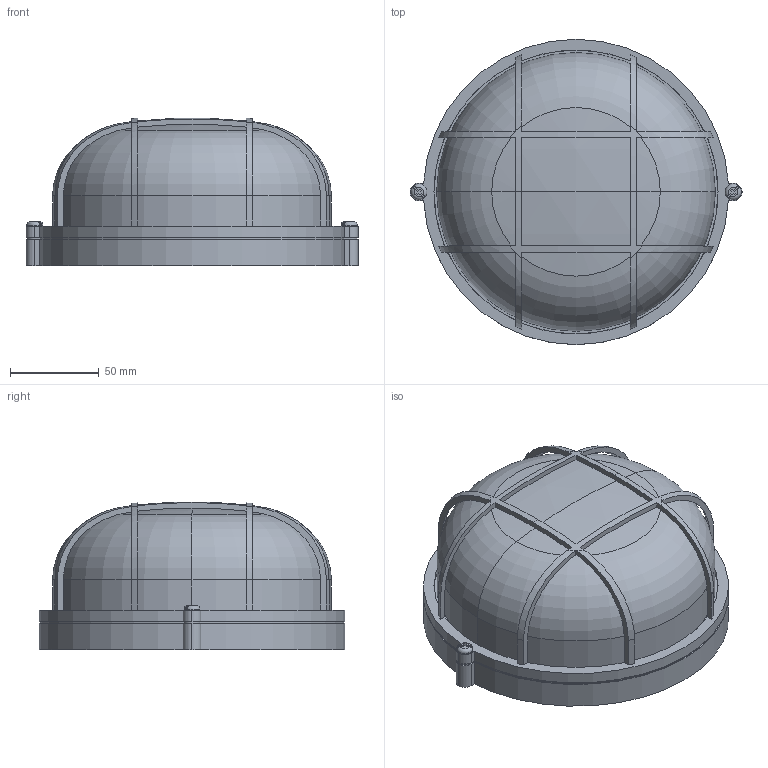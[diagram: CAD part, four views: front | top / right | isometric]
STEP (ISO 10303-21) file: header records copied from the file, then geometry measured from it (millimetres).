
FILE_DESCRIPTION (( 'STEP AP214' ), '1' );
FILE_NAME ('LNPP0-1302-1-060-K02 Ñâåòèëüíèê ÍÏÏ1302 ÷åðíûé_êðóã ñ ðåø.60Âò IP54 ÈÝÊ.STEP', '2017-06-23T07:58:44', ( '' ), ( '' ), 'SwSTEP 2.0', 'SolidWorks 2014', '' );
FILE_SCHEMA (( 'AUTOMOTIVE_DESIGN' ));
Length unit declared in the file: millimetre
Products named in the file (1): LNPP0-1302-1-060-K02 Ñâåòèëüíèê ÍÏÏ1302 ÷åðíûé_êðóã ñ ðåø.60Âò IP54  ÈÝÊ
Bounding box: 187 x 172 x 83.34 mm (x, y, z)
Volume: 1353599.8 mm3; surface area: 96250.2 mm2
Topology: 1 solids, 1 shells, 153 faces, 449 edges, 295 vertices
Faces by surface type: plane 78, cylinder 45, torus 24, sphere 6
Entity records: 6393 total; most frequent: CARTESIAN_POINT 2162, DIRECTION 913, ORIENTED_EDGE 898, EDGE_CURVE 449, AXIS2_PLACEMENT_3D 362, VERTEX_POINT 295, CIRCLE 208, LINE 189
